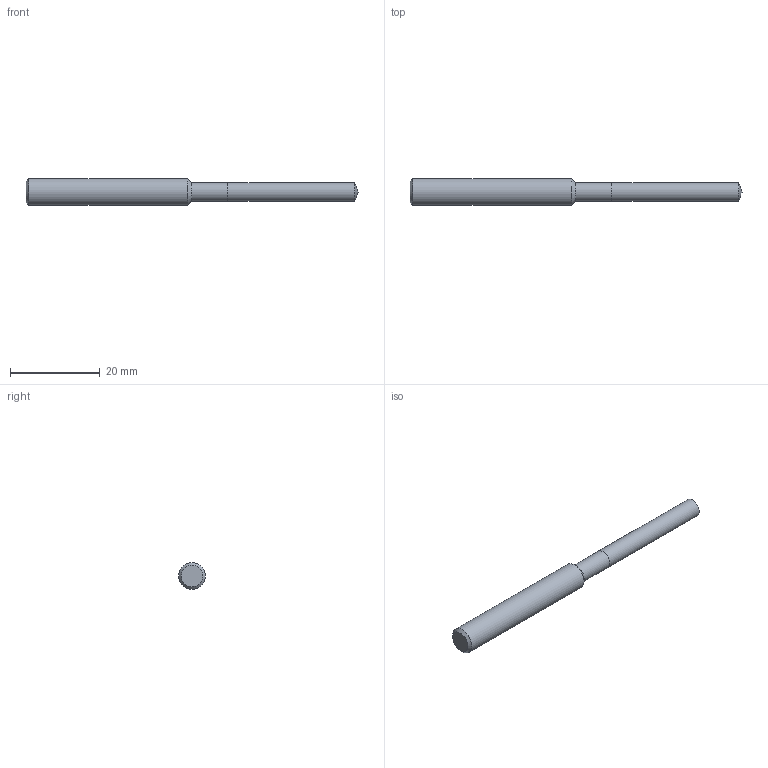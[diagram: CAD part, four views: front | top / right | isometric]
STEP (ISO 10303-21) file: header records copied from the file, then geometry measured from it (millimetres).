
FILE_DESCRIPTION (( 'STEP AP214' ), '1' );
FILE_NAME ('03-2269.STEP', '2022-06-20T08:15:46', ( 'USER' ), ( '' ), 'SwSTEP 2.0', 'SolidWorks 2018', '' );
FILE_SCHEMA (( 'AUTOMOTIVE_DESIGN' ));
Length unit declared in the file: millimetre
Products named in the file (1): 03-2269
Bounding box: 74 x 6 x 6 mm (x, y, z)
Volume: 1544.2 mm3; surface area: 1244.2 mm2
Topology: 2 solids, 2 shells, 9 faces, 14 edges, 8 vertices
Faces by surface type: plane 3, cone 3, cylinder 3
Full cylindrical faces by diameter (mm): 4.216 x2, 6 x1
Entity records: 207 total; most frequent: DIRECTION 34, CARTESIAN_POINT 24, AXIS2_PLACEMENT_3D 17, ORIENTED_EDGE 14, EDGE_LOOP 14, FACE_OUTER_BOUND 12, ADVANCED_FACE 9, EDGE_CURVE 7
